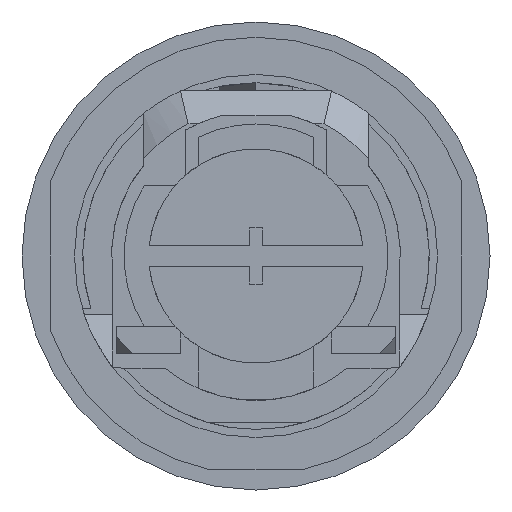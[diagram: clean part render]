
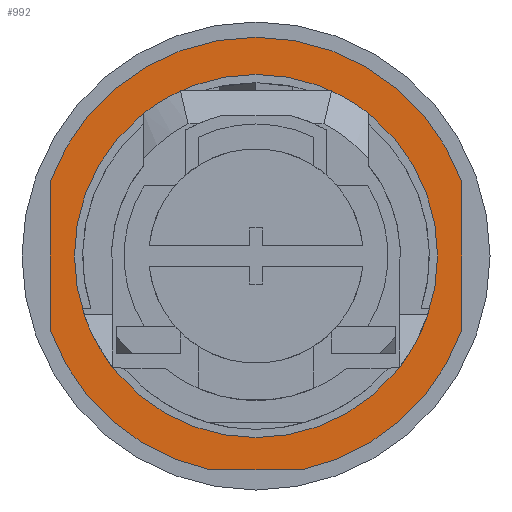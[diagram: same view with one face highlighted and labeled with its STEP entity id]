
A CAD part, front view. The second image highlights one B-rep face of the part: STEP entity #992.
In plain terms, the highlighted planar face has unit normal (0, -1, 0).
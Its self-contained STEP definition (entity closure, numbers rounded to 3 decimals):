
#3 = EDGE_CURVE ( 'NONE', #1133, #250, #3393, .T. ) ;
#226 = VERTEX_POINT ( 'NONE', #2006 ) ;
#250 = VERTEX_POINT ( 'NONE', #721 ) ;
#489 = DIRECTION ( 'NONE',  ( 0., -1., 0. ) ) ;
#585 = ORIENTED_EDGE ( 'NONE', *, *, #3336, .T. ) ;
#595 = PLANE ( 'NONE',  #1253 ) ;
#632 = DIRECTION ( 'NONE',  ( 0., 0., -1. ) ) ;
#659 = CARTESIAN_POINT ( 'NONE',  ( 0., -1., -12.961 ) ) ;
#685 = CIRCLE ( 'NONE', #2237, 13.25 ) ;
#721 = CARTESIAN_POINT ( 'NONE',  ( 12.462, -1., -4.5 ) ) ;
#723 = EDGE_CURVE ( 'NONE', #2867, #250, #685, .T. ) ;
#724 = VERTEX_POINT ( 'NONE', #1408 ) ;
#738 = ORIENTED_EDGE ( 'NONE', *, *, #3, .F. ) ;
#752 = ORIENTED_EDGE ( 'NONE', *, *, #723, .T. ) ;
#790 = DIRECTION ( 'NONE',  ( 0., 0., -1. ) ) ;
#887 = AXIS2_PLACEMENT_3D ( 'NONE', #2053, #2577, #3380 ) ;
#944 = CIRCLE ( 'NONE', #1989, 13.25 ) ;
#952 = CARTESIAN_POINT ( 'NONE',  ( 0., -1., 0. ) ) ;
#978 = CARTESIAN_POINT ( 'NONE',  ( -2.75, -1., -12.961 ) ) ;
#992 = ADVANCED_FACE ( 'NONE', ( #1690, #2966 ), #595, .T. ) ;
#1056 = CARTESIAN_POINT ( 'NONE',  ( 12.462, -1., 0. ) ) ;
#1100 = LINE ( 'NONE', #659, #1124 ) ;
#1124 = VECTOR ( 'NONE', #2179, 1000. ) ;
#1133 = VERTEX_POINT ( 'NONE', #2823 ) ;
#1140 = EDGE_CURVE ( 'NONE', #2798, #2798, #2896, .T. ) ;
#1199 = CARTESIAN_POINT ( 'NONE',  ( 0., -1., 0. ) ) ;
#1206 = CARTESIAN_POINT ( 'NONE',  ( 0., -1., -11. ) ) ;
#1253 = AXIS2_PLACEMENT_3D ( 'NONE', #1199, #2226, #632 ) ;
#1408 = CARTESIAN_POINT ( 'NONE',  ( -12.462, -1., 4.5 ) ) ;
#1424 = EDGE_LOOP ( 'NONE', ( #2764 ) ) ;
#1536 = ORIENTED_EDGE ( 'NONE', *, *, #2312, .T. ) ;
#1595 = VERTEX_POINT ( 'NONE', #978 ) ;
#1635 = DIRECTION ( 'NONE',  ( 0., 0., -1. ) ) ;
#1663 = CIRCLE ( 'NONE', #887, 13.25 ) ;
#1690 = FACE_OUTER_BOUND ( 'NONE', #2209, .T. ) ;
#1749 = DIRECTION ( 'NONE',  ( 0., 0., -1. ) ) ;
#1943 = ORIENTED_EDGE ( 'NONE', *, *, #2511, .T. ) ;
#1964 = EDGE_CURVE ( 'NONE', #1133, #724, #944, .T. ) ;
#1989 = AXIS2_PLACEMENT_3D ( 'NONE', #952, #489, #2070 ) ;
#1996 = VECTOR ( 'NONE', #2913, 1000. ) ;
#2006 = CARTESIAN_POINT ( 'NONE',  ( -12.462, -1., -4.5 ) ) ;
#2024 = CARTESIAN_POINT ( 'NONE',  ( 0., -1., 0. ) ) ;
#2053 = CARTESIAN_POINT ( 'NONE',  ( 0., -1., 0. ) ) ;
#2070 = DIRECTION ( 'NONE',  ( 0., 0., -1. ) ) ;
#2120 = VECTOR ( 'NONE', #790, 1000. ) ;
#2177 = CARTESIAN_POINT ( 'NONE',  ( -12.462, -1., 0. ) ) ;
#2179 = DIRECTION ( 'NONE',  ( 1., 0., 0. ) ) ;
#2209 = EDGE_LOOP ( 'NONE', ( #752, #738, #3298, #585, #1536, #1943 ) ) ;
#2226 = DIRECTION ( 'NONE',  ( 0., -1., 0. ) ) ;
#2237 = AXIS2_PLACEMENT_3D ( 'NONE', #3032, #2254, #1635 ) ;
#2254 = DIRECTION ( 'NONE',  ( 0., -1., 0. ) ) ;
#2312 = EDGE_CURVE ( 'NONE', #226, #1595, #1663, .T. ) ;
#2416 = LINE ( 'NONE', #2177, #2120 ) ;
#2511 = EDGE_CURVE ( 'NONE', #1595, #2867, #1100, .T. ) ;
#2577 = DIRECTION ( 'NONE',  ( 0., -1., 0. ) ) ;
#2764 = ORIENTED_EDGE ( 'NONE', *, *, #1140, .F. ) ;
#2798 = VERTEX_POINT ( 'NONE', #1206 ) ;
#2823 = CARTESIAN_POINT ( 'NONE',  ( 12.462, -1., 4.5 ) ) ;
#2867 = VERTEX_POINT ( 'NONE', #3003 ) ;
#2896 = CIRCLE ( 'NONE', #3339, 11. ) ;
#2913 = DIRECTION ( 'NONE',  ( 0., 0., -1. ) ) ;
#2966 = FACE_BOUND ( 'NONE', #1424, .T. ) ;
#3003 = CARTESIAN_POINT ( 'NONE',  ( 2.75, -1., -12.961 ) ) ;
#3032 = CARTESIAN_POINT ( 'NONE',  ( 0., -1., 0. ) ) ;
#3085 = DIRECTION ( 'NONE',  ( 0., -1., 0. ) ) ;
#3298 = ORIENTED_EDGE ( 'NONE', *, *, #1964, .T. ) ;
#3336 = EDGE_CURVE ( 'NONE', #724, #226, #2416, .T. ) ;
#3339 = AXIS2_PLACEMENT_3D ( 'NONE', #2024, #3085, #1749 ) ;
#3380 = DIRECTION ( 'NONE',  ( 0., 0., -1. ) ) ;
#3393 = LINE ( 'NONE', #1056, #1996 ) ;
